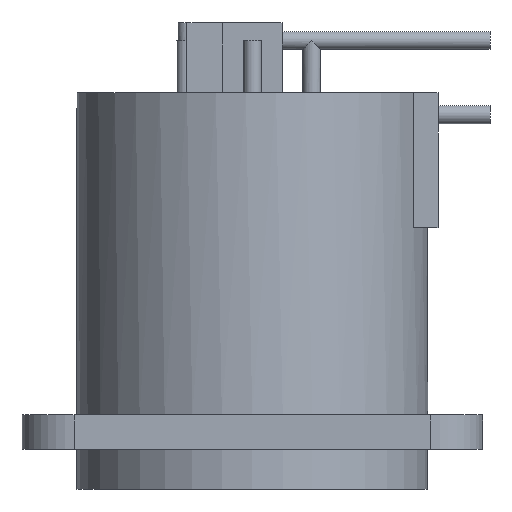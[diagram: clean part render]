
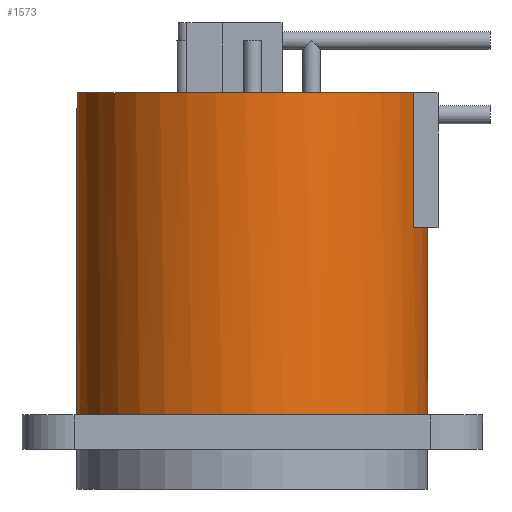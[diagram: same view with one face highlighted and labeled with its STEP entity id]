
A CAD part, left-side view. The second image highlights one B-rep face of the part: STEP entity #1573.
In plain terms, the highlighted cylindrical face has radius 11.8 mm (diameter 23.6 mm), a full revolution.
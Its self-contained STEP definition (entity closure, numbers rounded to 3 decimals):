
#61=CYLINDRICAL_SURFACE('',#1699,11.8);
#118=FACE_OUTER_BOUND('',#209,.T.);
#209=EDGE_LOOP('',(#1135,#1136,#1137,#1138,#1139,#1140,#1141,#1142));
#309=CIRCLE('',#1685,11.8);
#318=CIRCLE('',#1700,11.8);
#319=CIRCLE('',#1701,11.8);
#320=CIRCLE('',#1702,11.8);
#410=LINE('',#2446,#541);
#411=LINE('',#2450,#542);
#412=LINE('',#2454,#543);
#541=VECTOR('',#1951,11.8);
#542=VECTOR('',#1954,9.1);
#543=VECTOR('',#1957,9.1);
#677=VERTEX_POINT('',#2416);
#686=VERTEX_POINT('',#2445);
#687=VERTEX_POINT('',#2447);
#688=VERTEX_POINT('',#2449);
#689=VERTEX_POINT('',#2451);
#690=VERTEX_POINT('',#2453);
#844=EDGE_CURVE('',#677,#677,#309,.T.);
#858=EDGE_CURVE('',#677,#686,#410,.T.);
#859=EDGE_CURVE('',#686,#687,#318,.T.);
#860=EDGE_CURVE('',#687,#688,#411,.T.);
#861=EDGE_CURVE('',#688,#689,#319,.T.);
#862=EDGE_CURVE('',#690,#689,#412,.T.);
#863=EDGE_CURVE('',#690,#686,#320,.T.);
#1135=ORIENTED_EDGE('',*,*,#844,.F.);
#1136=ORIENTED_EDGE('',*,*,#858,.T.);
#1137=ORIENTED_EDGE('',*,*,#859,.T.);
#1138=ORIENTED_EDGE('',*,*,#860,.T.);
#1139=ORIENTED_EDGE('',*,*,#861,.T.);
#1140=ORIENTED_EDGE('',*,*,#862,.F.);
#1141=ORIENTED_EDGE('',*,*,#863,.T.);
#1142=ORIENTED_EDGE('',*,*,#858,.F.);
#1573=ADVANCED_FACE('',(#118),#61,.T.);
#1685=AXIS2_PLACEMENT_3D('',#2417,#1916,#1917);
#1699=AXIS2_PLACEMENT_3D('',#2444,#1949,#1950);
#1700=AXIS2_PLACEMENT_3D('',#2448,#1952,#1953);
#1701=AXIS2_PLACEMENT_3D('',#2452,#1955,#1956);
#1702=AXIS2_PLACEMENT_3D('',#2455,#1958,#1959);
#1916=DIRECTION('center_axis',(0.,0.,-1.));
#1917=DIRECTION('ref_axis',(-1.,0.,0.));
#1949=DIRECTION('center_axis',(0.,0.,-1.));
#1950=DIRECTION('ref_axis',(-1.,0.,0.));
#1951=DIRECTION('',(0.,0.,1.));
#1952=DIRECTION('center_axis',(0.,0.,-1.));
#1953=DIRECTION('ref_axis',(1.,0.,0.));
#1954=DIRECTION('',(0.,0.,-1.));
#1955=DIRECTION('center_axis',(0.,0.,-1.));
#1956=DIRECTION('ref_axis',(0.39,-0.921,0.));
#1957=DIRECTION('',(0.,0.,-1.));
#1958=DIRECTION('center_axis',(0.,0.,-1.));
#1959=DIRECTION('ref_axis',(1.,0.,0.));
#2416=CARTESIAN_POINT('',(11.8,0.,2.3));
#2417=CARTESIAN_POINT('Origin',(0.,0.,2.3));
#2444=CARTESIAN_POINT('Origin',(0.,0.,24.));
#2445=CARTESIAN_POINT('',(11.8,0.,24.));
#2446=CARTESIAN_POINT('',(11.8,0.,24.));
#2447=CARTESIAN_POINT('',(4.6,-10.866,24.));
#2448=CARTESIAN_POINT('Origin',(0.,0.,24.));
#2449=CARTESIAN_POINT('',(4.6,-10.866,14.9));
#2450=CARTESIAN_POINT('',(4.6,-10.866,24.));
#2451=CARTESIAN_POINT('',(-4.6,-10.866,14.9));
#2452=CARTESIAN_POINT('Origin',(0.,0.,14.9));
#2453=CARTESIAN_POINT('',(-4.6,-10.866,24.));
#2454=CARTESIAN_POINT('',(-4.6,-10.866,24.));
#2455=CARTESIAN_POINT('Origin',(0.,0.,24.));
